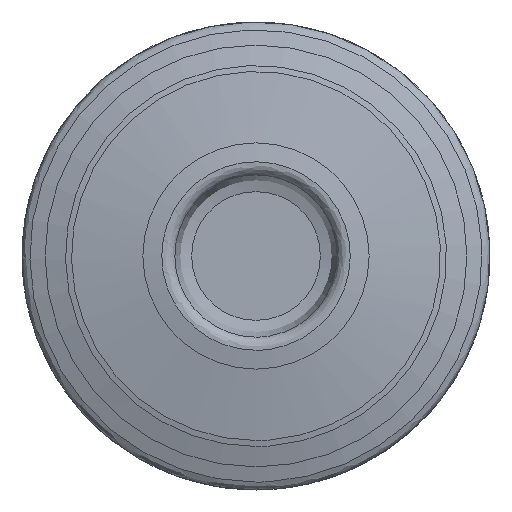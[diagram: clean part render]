
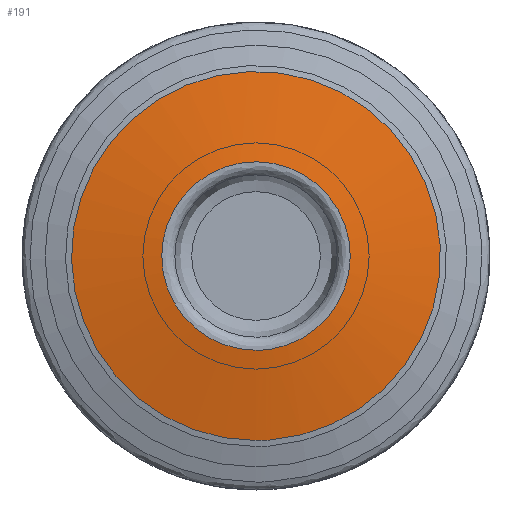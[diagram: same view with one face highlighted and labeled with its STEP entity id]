
A CAD part, left-side view. The second image highlights one B-rep face of the part: STEP entity #191.
In plain terms, the highlighted face is a revolution surface.
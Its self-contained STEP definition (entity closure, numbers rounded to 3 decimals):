
#45=SURFACE_OF_REVOLUTION('',#73,#61);
#61=AXIS1_PLACEMENT('',#651,#534);
#73=LINE('',#650,#81);
#81=VECTOR('',#533,3.945);
#154=FACE_BOUND('',#243,.T.);
#155=FACE_BOUND('',#244,.T.);
#191=ADVANCED_FACE('',(#154,#155),#45,.F.);
#243=EDGE_LOOP('',(#299));
#244=EDGE_LOOP('',(#300));
#299=ORIENTED_EDGE('',*,*,#364,.T.);
#300=ORIENTED_EDGE('',*,*,#363,.F.);
#335=VERTEX_POINT('',#642);
#336=VERTEX_POINT('',#649);
#363=EDGE_CURVE('',#335,#335,#392,.T.);
#364=EDGE_CURVE('',#336,#336,#393,.T.);
#392=CIRCLE('',#437,7.885);
#393=CIRCLE('',#438,4.028);
#437=AXIS2_PLACEMENT_3D('',#641,#528,#529);
#438=AXIS2_PLACEMENT_3D('',#648,#531,#532);
#528=DIRECTION('',(1.,0.,0.));
#529=DIRECTION('',(0.,0.,-1.));
#531=DIRECTION('',(1.,0.,0.));
#532=DIRECTION('',(0.,0.,-1.));
#533=DIRECTION('',(-0.173,0.983,0.067));
#534=DIRECTION('',(1.,0.,0.));
#641=CARTESIAN_POINT('',(0.705,0.,0.));
#642=CARTESIAN_POINT('',(0.705,0.,-7.885));
#648=CARTESIAN_POINT('',(0.022,0.,0.));
#649=CARTESIAN_POINT('',(0.022,0.,-4.028));
#650=CARTESIAN_POINT('',(0.705,-7.884,0.152));
#651=CARTESIAN_POINT('',(0.,0.,0.));
